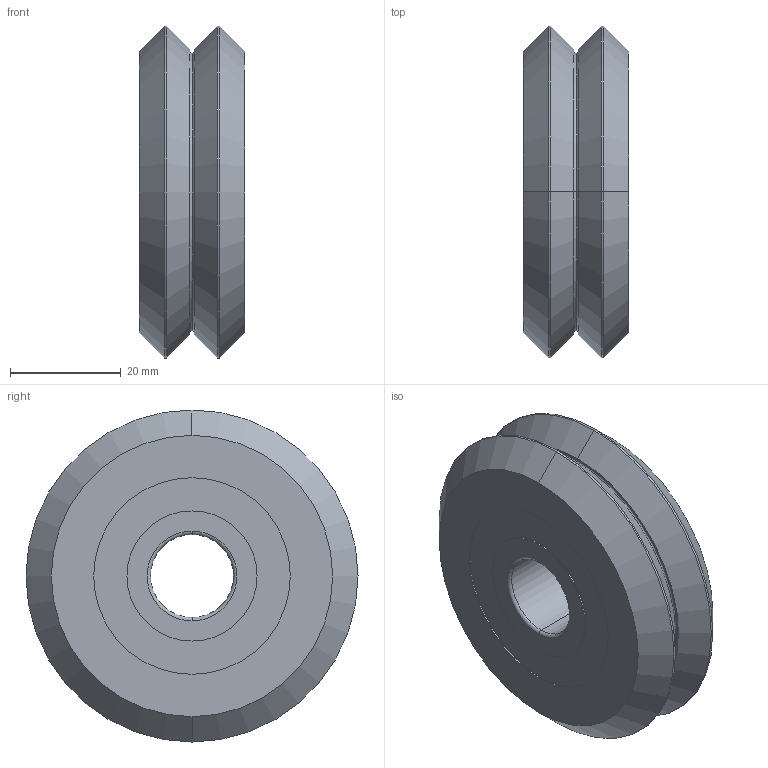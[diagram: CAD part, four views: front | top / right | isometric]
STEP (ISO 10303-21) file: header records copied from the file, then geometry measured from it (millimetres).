
FILE_DESCRIPTION (( 'STEP AP203' ), '1' );
FILE_NAME ('CRT_36424FA23C.step', '2023-01-19T15:28:54', ( '' ), ( '' ), 'SwSTEP 2.0', 'SolidWorks 2019', '' );
FILE_SCHEMA (( 'CONFIG_CONTROL_DESIGN' ));
Length unit declared in the file: inch
Products named in the file (3): CRT_36424FA23C; DhnUzda7NT_CADModel_0
Assembly tree (1 placements, depth 2):
  CRT_36424FA23C
    DhnUzda7NT_CADModel_0
  DhnUzda7NT_CADModel_0
Bounding box: 19.05 x 59.94 x 59.94 mm (x, y, z)
Volume: 42573.4 mm3; surface area: 9448.5 mm2
Topology: 1 solids, 1 shells, 38 faces, 76 edges, 46 vertices
Faces by surface type: cylinder 14, torus 8, cone 8, plane 8
Entity records: 1284 total; most frequent: DIRECTION 216, CARTESIAN_POINT 165, ORIENTED_EDGE 152, AXIS2_PLACEMENT_3D 97, EDGE_CURVE 76, CIRCLE 54, VERTEX_POINT 46, EDGE_LOOP 46
